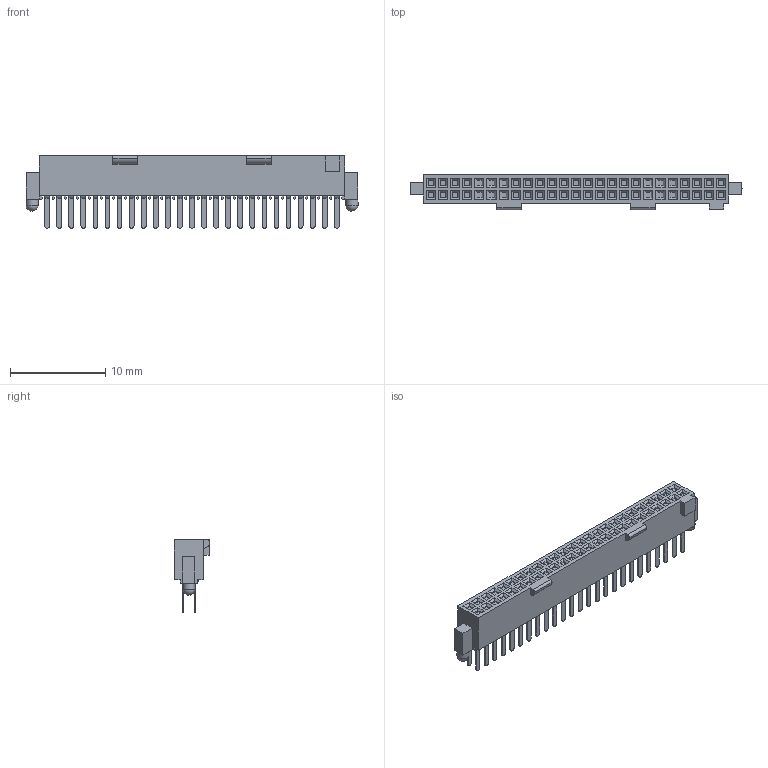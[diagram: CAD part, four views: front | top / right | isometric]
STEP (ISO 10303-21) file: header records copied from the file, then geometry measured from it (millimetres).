
FILE_DESCRIPTION( ('This file contains a STEP AP42 implementation' ,'as created by ZW3D STEP Interface translator.') ,'2;1' );
FILE_NAME( '3601-S050-B31SXXR01.stp' ,'24 417.10 1 1', (''), ('ZWCAD Software Co.'), 'Version 1.0', 'ZW3D to STEP translator', '' );
FILE_SCHEMA(('AUTOMOTIVE_DESIGN { 1 0 10303 214 1 1 1 1 }'));
Length unit declared in the file: millimetre
Products named in the file (2): 0; 3601-S050-B31SXXR01
Bounding box: 34.93 x 3.73 x 7.62 mm (x, y, z)
Volume: 427.8 mm3; surface area: 899 mm2
Topology: 1 solids, 1 shells, 1914 faces, 4411 edges, 2671 vertices
Faces by surface type: plane 1606, cylinder 306, sphere 2
Full cylindrical faces by diameter (mm): 1.27 x2
Entity records: 54443 total; most frequent: CARTESIAN_POINT 8995, DIRECTION 8858, ORIENTED_EDGE 8818, EDGE_CURVE 4409, VECTOR 3790, LINE 3790, VERTEX_POINT 2671, AXIS2_PLACEMENT_3D 2534
